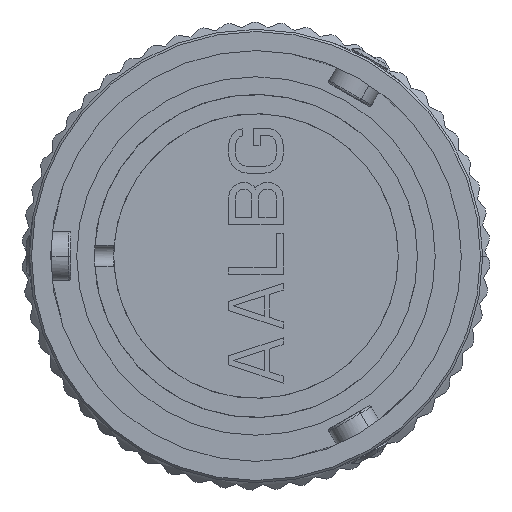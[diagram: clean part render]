
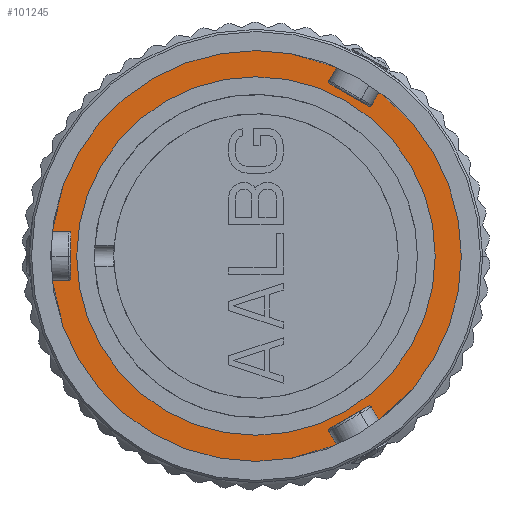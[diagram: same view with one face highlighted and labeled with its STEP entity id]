
A CAD part, left-side view. The second image highlights one B-rep face of the part: STEP entity #101245.
In plain terms, the highlighted planar face has unit normal (-1, 0, 0).
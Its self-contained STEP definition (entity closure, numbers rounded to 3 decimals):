
#28050=CARTESIAN_POINT('',(-13.54,0.,0.));
#28051=DIRECTION('',(-1.,0.,0.));
#28052=DIRECTION('',(0.,-1.,-0.001));
#28053=AXIS2_PLACEMENT_3D('',#28050,#28051,#28052);
#28217=CARTESIAN_POINT('',(-13.54,0.,0.));
#28218=DIRECTION('',(-1.,0.,0.));
#28219=DIRECTION('',(0.,1.,0.001));
#28220=AXIS2_PLACEMENT_3D('',#28217,#28218,#28219);
#28532=CARTESIAN_POINT('',(-13.54,0.,0.));
#28533=DIRECTION('',(1.,0.,0.));
#28534=DIRECTION('',(0.,1.,0.));
#28535=AXIS2_PLACEMENT_3D('',#28532,#28533,#28534);
#28537=CARTESIAN_POINT('',(-13.54,0.,0.));
#28538=DIRECTION('',(1.,0.,0.));
#28539=DIRECTION('',(0.,-1.,0.));
#28540=AXIS2_PLACEMENT_3D('',#28537,#28538,#28539);
#42995=CARTESIAN_POINT('',(-13.54,16.46,0.));
#42996=CARTESIAN_POINT('',(-13.54,-16.46,0.));
#42997=VERTEX_POINT('',#42995);
#42998=VERTEX_POINT('',#42996);
#43014=CARTESIAN_POINT('',(-13.54,18.86,0.011));
#43015=CARTESIAN_POINT('',(-13.54,-18.86,-0.011));
#43016=VERTEX_POINT('',#43014);
#43017=VERTEX_POINT('',#43015);
#101229=CARTESIAN_POINT('',(-13.54,0.,0.));
#101230=DIRECTION('',(1.,0.,0.));
#101231=DIRECTION('',(0.,0.,1.));
#101232=AXIS2_PLACEMENT_3D('',#101229,#101230,#101231);
#101233=PLANE('1120',#101232);
#101235=ORIENTED_EDGE('11369',*,*,#101234,.F.);
#101236=ORIENTED_EDGE('11371',*,*,#101196,.F.);
#101237=EDGE_LOOP('1120',(#101235,#101236));
#101238=FACE_OUTER_BOUND('1120',#101237,.F.);
#101240=ORIENTED_EDGE('11358',*,*,#101239,.F.);
#101242=ORIENTED_EDGE('11360',*,*,#101241,.F.);
#101243=EDGE_LOOP('1120',(#101240,#101242));
#101244=FACE_BOUND('1120',#101243,.F.);
#28054=CIRCLE('11371',#28053,18.86);
#28221=CIRCLE('11369',#28220,18.86);
#28536=CIRCLE('11358',#28535,16.46);
#28541=CIRCLE('11360',#28540,16.46);
#101196=EDGE_CURVE('11371',#43017,#43016,#28054,.T.);
#101234=EDGE_CURVE('11369',#43016,#43017,#28221,.T.);
#101239=EDGE_CURVE('11358',#42997,#42998,#28536,.T.);
#101241=EDGE_CURVE('11360',#42998,#42997,#28541,.T.);
#101245=ADVANCED_FACE('1120',(#101238,#101244),#101233,.F.);
